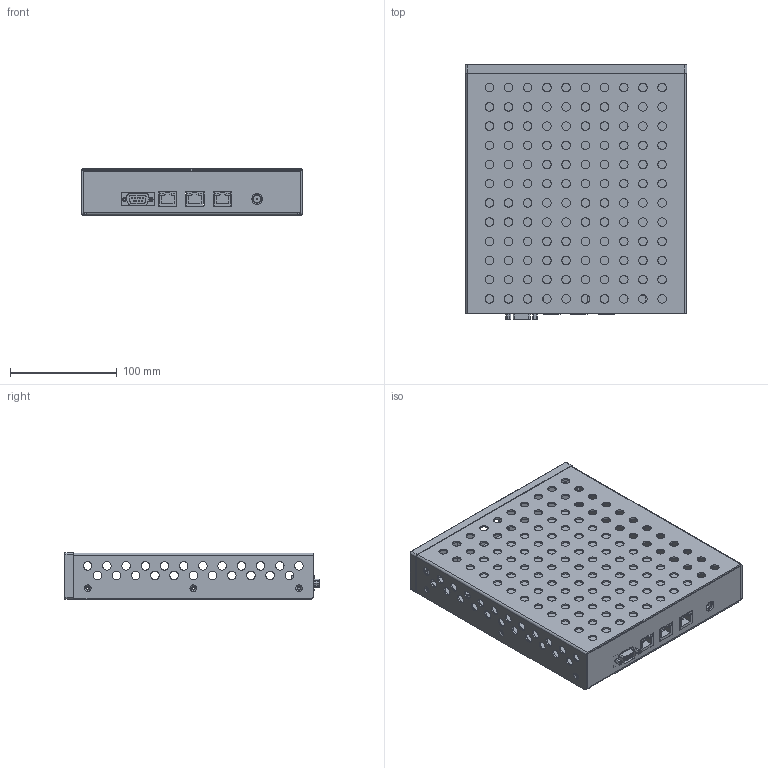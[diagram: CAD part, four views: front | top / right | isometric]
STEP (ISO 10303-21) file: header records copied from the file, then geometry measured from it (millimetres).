
FILE_DESCRIPTION(('FreeCAD Model'),'2;1');
FILE_NAME('NGTC-SDM complete.step','2020-11-10T08:05:44',('Author'),(''), 'Open CASCADE STEP processor 7.3','FreeCAD','Unknown');
FILE_SCHEMA(('AUTOMOTIVE_DESIGN { 1 0 10303 214 1 1 1 1 }'));
Products named in the file (8): Base; Body_RJ45_with_LED002; Body_RJ45_with_LED; RS-232_socket; Power_socket; Front; Body_RJ45_with_LED001; 5820882_Top_Cover
Bounding box: 208 x 238.5 x 43.5 mm (x, y, z)
Volume: 272115.5 mm3; surface area: 274798.6 mm2
Topology: 16 solids, 16 shells, 1620 faces, 9704 edges, 24099 vertices
Faces by surface type: plane 961, cylinder 542, cone 103, sphere 10, torus 4
Full cylindrical faces by diameter (mm): 1 x9, 1.5 x5, 2 x2, 2.5 x4, 3.2 x4, 7 x1, 10 x1
Entity records: 180032 total; most frequent: CARTESIAN_POINT 48353, DIRECTION 22854, LINE 15504, VECTOR 15504, ORIENTED_EDGE 8752, PCURVE 8752, DEFINITIONAL_REPRESENTATION 8752, GEOMETRIC_CURVE_SET 5319
